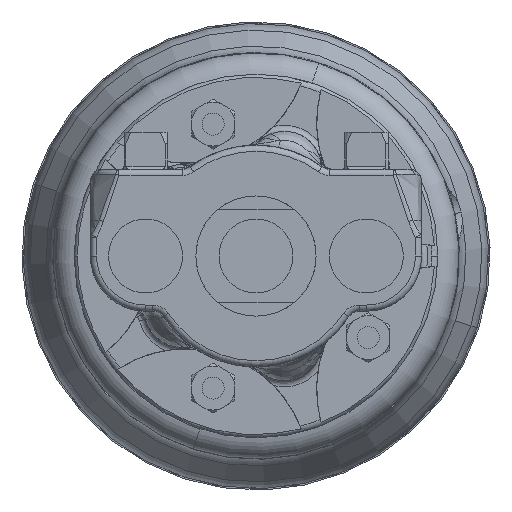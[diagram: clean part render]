
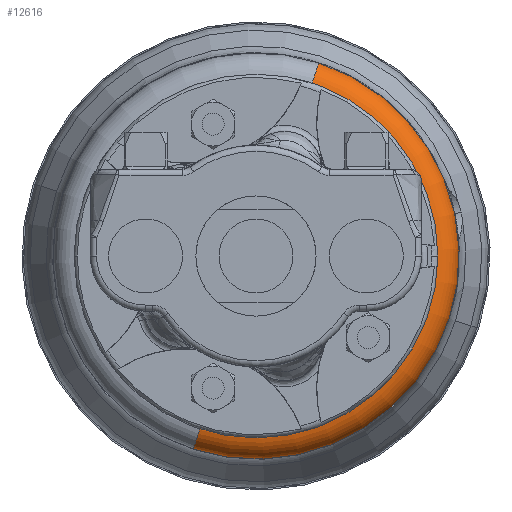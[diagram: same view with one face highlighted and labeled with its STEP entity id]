
A CAD part, left-side view. The second image highlights one B-rep face of the part: STEP entity #12616.
In plain terms, the highlighted toroidal (fillet/blend) face has major radius 45.974 mm and minor radius 6.35 mm.
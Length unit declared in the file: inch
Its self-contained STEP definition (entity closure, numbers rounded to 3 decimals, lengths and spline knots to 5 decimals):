
#12444=CARTESIAN_POINT('',(2.4572,-0.55955,1.7207));
#12445=DIRECTION('',(0.,0.951,0.309));
#12446=DIRECTION('',(-1.,0.,0.));
#12447=AXIS2_PLACEMENT_3D('',#12444,#12445,#12446);
#12449=CARTESIAN_POINT('',(2.4572,0.55909,-1.72213));
#12450=DIRECTION('',(0.,-0.951,-0.309));
#12451=DIRECTION('',(-1.,0.,0.));
#12452=AXIS2_PLACEMENT_3D('',#12449,#12450,#12451);
#12454=CARTESIAN_POINT('',(2.2072,-0.00023,-0.00071));
#12455=DIRECTION('',(1.,0.,0.));
#12456=DIRECTION('',(0.,-0.309,0.951));
#12457=AXIS2_PLACEMENT_3D('',#12454,#12455,#12456);
#12496=CARTESIAN_POINT('',(2.4572,-0.00023,-0.00071));
#12497=DIRECTION('',(1.,0.,0.));
#12498=DIRECTION('',(0.,-0.309,0.951));
#12499=AXIS2_PLACEMENT_3D('',#12496,#12497,#12498);
#12557=CARTESIAN_POINT('',(2.2072,-0.55955,1.7207));
#12558=CARTESIAN_POINT('',(2.4572,-0.63681,1.95846));
#12559=VERTEX_POINT('',#12557);
#12560=VERTEX_POINT('',#12558);
#12561=CARTESIAN_POINT('',(2.2072,0.55909,-1.72213));
#12562=CARTESIAN_POINT('',(2.4572,0.63634,-1.95989));
#12563=VERTEX_POINT('',#12561);
#12564=VERTEX_POINT('',#12562);
#12604=CARTESIAN_POINT('',(2.4572,-0.00023,-0.00071));
#12605=DIRECTION('',(-1.,0.,0.));
#12606=DIRECTION('',(0.,0.309,-0.951));
#12607=AXIS2_PLACEMENT_3D('',#12604,#12605,#12606);
#12608=TOROIDAL_SURFACE('',#12607,1.81,0.25);
#12609=ORIENTED_EDGE('',*,*,#12594,.T.);
#12611=ORIENTED_EDGE('',*,*,#12610,.T.);
#12612=ORIENTED_EDGE('',*,*,#12597,.F.);
#12613=ORIENTED_EDGE('',*,*,#12584,.F.);
#12614=EDGE_LOOP('',(#12609,#12611,#12612,#12613));
#12615=FACE_OUTER_BOUND('',#12614,.F.);
#12616=ADVANCED_FACE('',(#12615),#12608,.T.);
#12448=CIRCLE('',#12447,0.25);
#12453=CIRCLE('',#12452,0.25);
#12458=CIRCLE('',#12457,1.81);
#12500=CIRCLE('',#12499,2.06);
#12584=EDGE_CURVE('',#12559,#12563,#12458,.T.);
#12594=EDGE_CURVE('',#12559,#12560,#12448,.T.);
#12597=EDGE_CURVE('',#12563,#12564,#12453,.T.);
#12610=EDGE_CURVE('',#12560,#12564,#12500,.T.);
